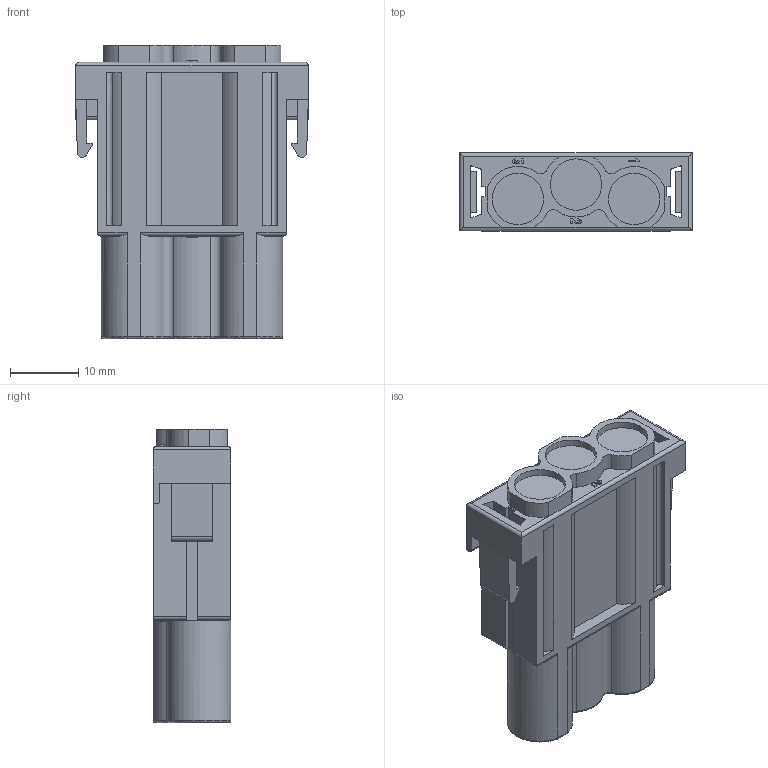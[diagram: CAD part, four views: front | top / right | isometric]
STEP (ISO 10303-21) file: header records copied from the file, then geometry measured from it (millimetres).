
FILE_DESCRIPTION(/* description */ (''),/* implementation_level */ '2;1');
FILE_NAME(/* name */ 'C146_A03_801_E8.stp',/* time_stamp */ '2019-01-18T10:33:24+01:00',/* author */ (''),/* organization */ (''),/* preprocessor_version */ 'ST-DEVELOPER v16.7',/* originating_system */ 'SIEMENS PLM Software NX 12.0',/* authorisation */ '');
FILE_SCHEMA (('AUTOMOTIVE_DESIGN { 1 0 10303 214 3 1 1 1 }'));
Length unit declared in the file: millimetre
Products named in the file (1): c146 a03 801 e8nxm001-06
Bounding box: 34 x 11.4 x 42.9 mm (x, y, z)
Volume: 8639.5 mm3; surface area: 5966.6 mm2
Topology: 1 solids, 1 shells, 214 faces, 559 edges, 362 vertices
Faces by surface type: plane 128, cylinder 59, bspline 17, extrusion 10
Full cylindrical faces by diameter (mm): 7.5 x6
Entity records: 8432 total; most frequent: CARTESIAN_POINT 1718, ORIENTED_EDGE 1094, DIRECTION 1045, EDGE_CURVE 547, VECTOR 393, LINE 383, VERTEX_POINT 359, AXIS2_PLACEMENT_3D 326
